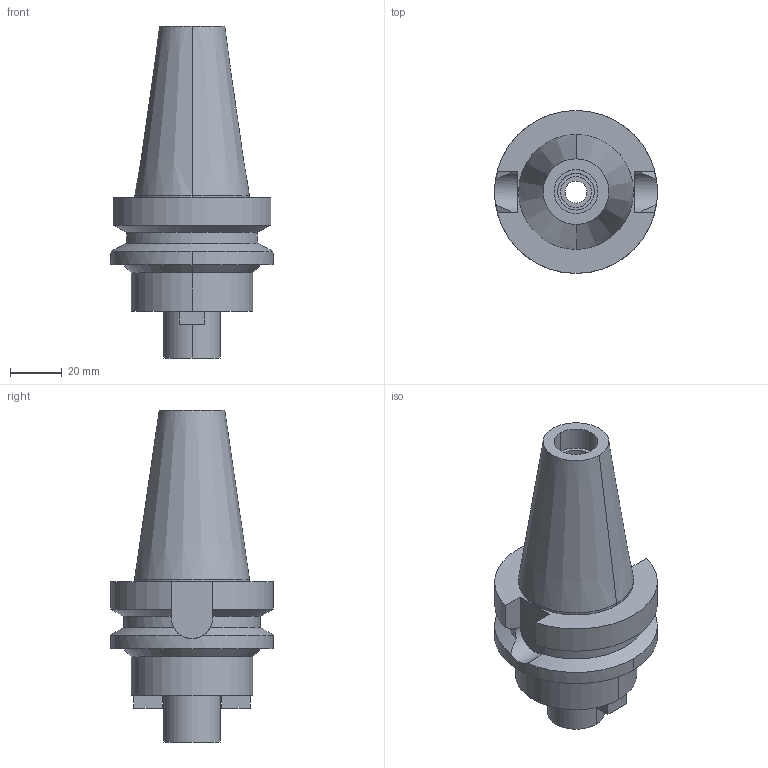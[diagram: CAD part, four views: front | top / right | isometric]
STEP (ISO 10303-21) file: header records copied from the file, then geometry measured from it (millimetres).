
FILE_DESCRIPTION((''),'2;1');
FILE_NAME('BBT40-FMH22-47-45','2018-07-25T',('ykawabe'),(''),'CREO PARAMETRIC BY PTC INC, 2016380','CREO PARAMETRIC BY PTC INC, 2016380','');
FILE_SCHEMA(('AUTOMOTIVE_DESIGN { 1 0 10303 214 1 1 1 1 }'));
Length unit declared in the file: millimetre
Products named in the file (1): BBT40-FMH22-47-45
Bounding box: 63 x 63 x 128.4 mm (x, y, z)
Volume: 158756.2 mm3; surface area: 27832.4 mm2
Topology: 1 solids, 1 shells, 61 faces, 153 edges, 103 vertices
Faces by surface type: cylinder 28, plane 25, cone 8
Entity records: 2630 total; most frequent: CARTESIAN_POINT 397, DIRECTION 336, ORIENTED_EDGE 306, PRESENTATION_STYLE_ASSIGNMENT 158, STYLED_ITEM 158, CURVE_STYLE 157, EDGE_CURVE 153, AXIS2_PLACEMENT_3D 132
